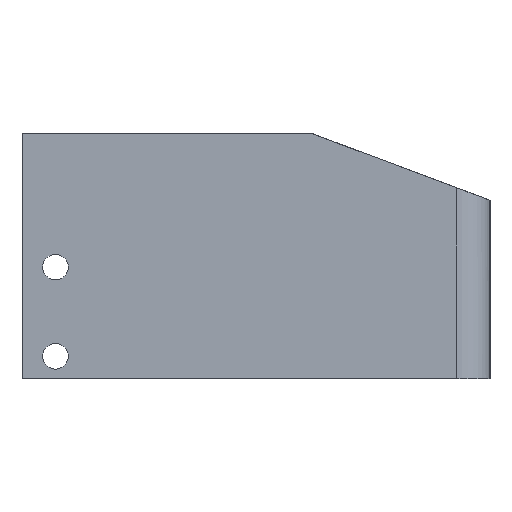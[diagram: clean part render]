
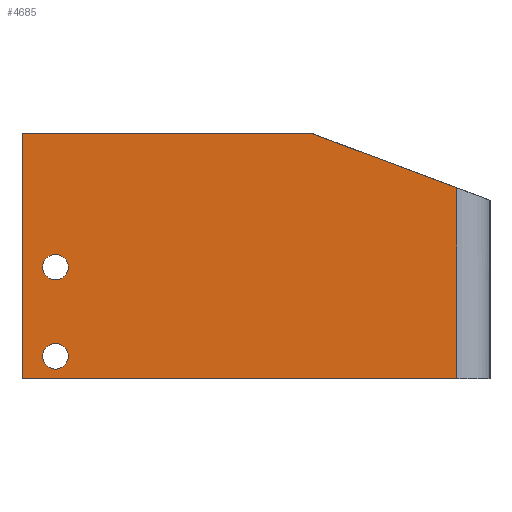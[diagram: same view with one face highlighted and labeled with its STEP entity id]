
A CAD part, left-side view. The second image highlights one B-rep face of the part: STEP entity #4685.
In plain terms, the highlighted planar face has unit normal (-1, 0, 0).
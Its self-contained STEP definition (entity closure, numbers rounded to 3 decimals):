
#55 = DIRECTION ( 'NONE',  ( -1., 0., 0. ) ) ;
#105 = AXIS2_PLACEMENT_3D ( 'NONE', #1837, #4585, #5519 ) ;
#336 = EDGE_CURVE ( 'NONE', #3960, #562, #917, .T. ) ;
#398 = DIRECTION ( 'NONE',  ( 0., -1., 0. ) ) ;
#562 = VERTEX_POINT ( 'NONE', #5288 ) ;
#692 = CIRCLE ( 'NONE', #105, 1.15 ) ;
#845 = AXIS2_PLACEMENT_3D ( 'NONE', #5130, #4194, #2823 ) ;
#917 = LINE ( 'NONE', #5566, #3001 ) ;
#1000 = DIRECTION ( 'NONE',  ( 0., 0.936, 0.351 ) ) ;
#1048 = VERTEX_POINT ( 'NONE', #1132 ) ;
#1123 = CARTESIAN_POINT ( 'NONE',  ( 0., 16., 22. ) ) ;
#1132 = CARTESIAN_POINT ( 'NONE',  ( 0., 39., 3.15 ) ) ;
#1245 = FACE_BOUND ( 'NONE', #5113, .T. ) ;
#1272 = EDGE_CURVE ( 'NONE', #3467, #2209, #3280, .T. ) ;
#1531 = ORIENTED_EDGE ( 'NONE', *, *, #4796, .F. ) ;
#1821 = CARTESIAN_POINT ( 'NONE',  ( 0., 3., 22. ) ) ;
#1837 = CARTESIAN_POINT ( 'NONE',  ( 0., 39., 10. ) ) ;
#1859 = DIRECTION ( 'NONE',  ( 0., -1., 0. ) ) ;
#2079 = CARTESIAN_POINT ( 'NONE',  ( 0., 39., 11.15 ) ) ;
#2116 = EDGE_CURVE ( 'NONE', #562, #5312, #5136, .T. ) ;
#2120 = VECTOR ( 'NONE', #5165, 1000. ) ;
#2158 = DIRECTION ( 'NONE',  ( 0., 0., -1. ) ) ;
#2190 = ORIENTED_EDGE ( 'NONE', *, *, #4826, .T. ) ;
#2209 = VERTEX_POINT ( 'NONE', #3430 ) ;
#2210 = PLANE ( 'NONE',  #5153 ) ;
#2248 = EDGE_LOOP ( 'NONE', ( #2472, #2740 ) ) ;
#2337 = EDGE_CURVE ( 'NONE', #4707, #3960, #4072, .T. ) ;
#2472 = ORIENTED_EDGE ( 'NONE', *, *, #3863, .F. ) ;
#2546 = DIRECTION ( 'NONE',  ( 0., 0., -1. ) ) ;
#2574 = CARTESIAN_POINT ( 'NONE',  ( 0., 42., 0. ) ) ;
#2740 = ORIENTED_EDGE ( 'NONE', *, *, #1272, .F. ) ;
#2761 = DIRECTION ( 'NONE',  ( 0., 0., -1. ) ) ;
#2787 = LINE ( 'NONE', #2821, #3025 ) ;
#2821 = CARTESIAN_POINT ( 'NONE',  ( 0., 16., 22. ) ) ;
#2823 = DIRECTION ( 'NONE',  ( 0., 0., -1. ) ) ;
#2825 = VECTOR ( 'NONE', #398, 1000. ) ;
#3001 = VECTOR ( 'NONE', #1859, 1000. ) ;
#3025 = VECTOR ( 'NONE', #1000, 1000. ) ;
#3040 = LINE ( 'NONE', #5470, #2825 ) ;
#3068 = FACE_BOUND ( 'NONE', #2248, .T. ) ;
#3101 = DIRECTION ( 'NONE',  ( 0., 0., -1. ) ) ;
#3259 = ORIENTED_EDGE ( 'NONE', *, *, #2337, .T. ) ;
#3280 = CIRCLE ( 'NONE', #4936, 1.15 ) ;
#3430 = CARTESIAN_POINT ( 'NONE',  ( 0., 39., 8.85 ) ) ;
#3460 = CIRCLE ( 'NONE', #845, 1.15 ) ;
#3467 = VERTEX_POINT ( 'NONE', #2079 ) ;
#3749 = CARTESIAN_POINT ( 'NONE',  ( 0., 3., 17.125 ) ) ;
#3863 = EDGE_CURVE ( 'NONE', #2209, #3467, #692, .T. ) ;
#3910 = CARTESIAN_POINT ( 'NONE',  ( 0., 39., 0.85 ) ) ;
#3960 = VERTEX_POINT ( 'NONE', #5578 ) ;
#3990 = CARTESIAN_POINT ( 'NONE',  ( 0., 39., 10. ) ) ;
#4072 = LINE ( 'NONE', #2574, #4943 ) ;
#4194 = DIRECTION ( 'NONE',  ( -1., 0., 0. ) ) ;
#4263 = ORIENTED_EDGE ( 'NONE', *, *, #336, .T. ) ;
#4419 = ORIENTED_EDGE ( 'NONE', *, *, #2116, .T. ) ;
#4490 = CIRCLE ( 'NONE', #5253, 1.15 ) ;
#4585 = DIRECTION ( 'NONE',  ( -1., 0., 0. ) ) ;
#4621 = EDGE_LOOP ( 'NONE', ( #4263, #4419, #2190, #4947, #3259 ) ) ;
#4656 = EDGE_CURVE ( 'NONE', #4707, #5981, #3040, .T. ) ;
#4685 = ADVANCED_FACE ( 'NONE', ( #5007, #3068, #1245 ), #2210, .F. ) ;
#4707 = VERTEX_POINT ( 'NONE', #5379 ) ;
#4796 = EDGE_CURVE ( 'NONE', #5079, #1048, #4490, .T. ) ;
#4826 = EDGE_CURVE ( 'NONE', #5312, #5981, #2787, .T. ) ;
#4897 = DIRECTION ( 'NONE',  ( -1., 0., 0. ) ) ;
#4922 = CARTESIAN_POINT ( 'NONE',  ( 0., 36., 22. ) ) ;
#4936 = AXIS2_PLACEMENT_3D ( 'NONE', #3990, #4897, #2158 ) ;
#4943 = VECTOR ( 'NONE', #2546, 1000. ) ;
#4947 = ORIENTED_EDGE ( 'NONE', *, *, #4656, .F. ) ;
#5007 = FACE_OUTER_BOUND ( 'NONE', #4621, .T. ) ;
#5079 = VERTEX_POINT ( 'NONE', #3910 ) ;
#5113 = EDGE_LOOP ( 'NONE', ( #1531, #5741 ) ) ;
#5130 = CARTESIAN_POINT ( 'NONE',  ( 0., 39., 2. ) ) ;
#5136 = LINE ( 'NONE', #1821, #2120 ) ;
#5153 = AXIS2_PLACEMENT_3D ( 'NONE', #4922, #5440, #3101 ) ;
#5165 = DIRECTION ( 'NONE',  ( 0., 0., 1. ) ) ;
#5253 = AXIS2_PLACEMENT_3D ( 'NONE', #6000, #55, #2761 ) ;
#5288 = CARTESIAN_POINT ( 'NONE',  ( 0., 3., 0. ) ) ;
#5312 = VERTEX_POINT ( 'NONE', #3749 ) ;
#5379 = CARTESIAN_POINT ( 'NONE',  ( 0., 42., 22. ) ) ;
#5440 = DIRECTION ( 'NONE',  ( 1., 0., 0. ) ) ;
#5470 = CARTESIAN_POINT ( 'NONE',  ( 0., 36., 22. ) ) ;
#5519 = DIRECTION ( 'NONE',  ( 0., 0., -1. ) ) ;
#5566 = CARTESIAN_POINT ( 'NONE',  ( 0., 36., 0. ) ) ;
#5578 = CARTESIAN_POINT ( 'NONE',  ( 0., 42., 0. ) ) ;
#5741 = ORIENTED_EDGE ( 'NONE', *, *, #5829, .F. ) ;
#5829 = EDGE_CURVE ( 'NONE', #1048, #5079, #3460, .T. ) ;
#5981 = VERTEX_POINT ( 'NONE', #1123 ) ;
#6000 = CARTESIAN_POINT ( 'NONE',  ( 0., 39., 2. ) ) ;
